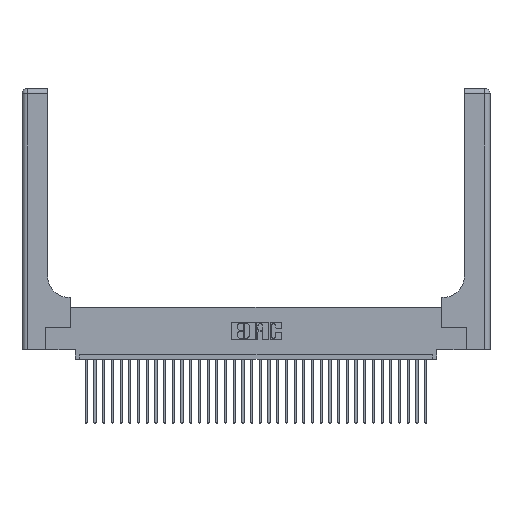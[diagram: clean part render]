
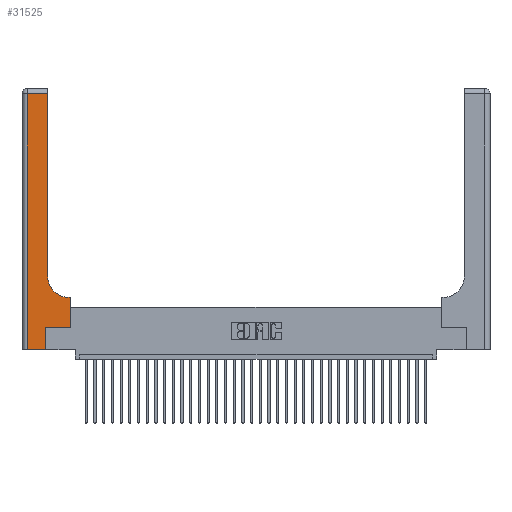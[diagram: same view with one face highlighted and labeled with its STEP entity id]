
A CAD part, top view. The second image highlights one B-rep face of the part: STEP entity #31525.
In plain terms, the highlighted planar face has unit normal (0, 0, 1).
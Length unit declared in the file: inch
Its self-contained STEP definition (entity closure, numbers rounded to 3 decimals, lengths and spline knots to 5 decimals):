
#967 = VERTEX_POINT ( 'NONE', #26612 ) ;
#1132 = CARTESIAN_POINT ( 'NONE',  ( 0.5585, 0.25, 0.37 ) ) ;
#2480 = CARTESIAN_POINT ( 'NONE',  ( 0.5585, 0.6, 0.37 ) ) ;
#2850 = VECTOR ( 'NONE', #35209, 39.37008 ) ;
#4292 = DIRECTION ( 'NONE',  ( 0., 1., 0. ) ) ;
#4746 = VECTOR ( 'NONE', #32845, 39.37008 ) ;
#4759 = LINE ( 'NONE', #34552, #13393 ) ;
#5278 = ORIENTED_EDGE ( 'NONE', *, *, #17037, .T. ) ;
#5613 = VERTEX_POINT ( 'NONE', #2480 ) ;
#5899 = FACE_OUTER_BOUND ( 'NONE', #27144, .T. ) ;
#6040 = CARTESIAN_POINT ( 'NONE',  ( 0., 0., 0.37 ) ) ;
#6087 = VECTOR ( 'NONE', #14375, 39.37008 ) ;
#6117 = LINE ( 'NONE', #1132, #8305 ) ;
#6123 = DIRECTION ( 'NONE',  ( 0., 1., 0. ) ) ;
#7131 = AXIS2_PLACEMENT_3D ( 'NONE', #24787, #22051, #13693 ) ;
#7222 = ORIENTED_EDGE ( 'NONE', *, *, #18491, .T. ) ;
#7608 = LINE ( 'NONE', #14574, #17040 ) ;
#7958 = VERTEX_POINT ( 'NONE', #11792 ) ;
#8068 = ORIENTED_EDGE ( 'NONE', *, *, #25955, .T. ) ;
#8305 = VECTOR ( 'NONE', #4292, 39.37008 ) ;
#8764 = DIRECTION ( 'NONE',  ( 0., 0., -1. ) ) ;
#9233 = VERTEX_POINT ( 'NONE', #13273 ) ;
#10059 = EDGE_CURVE ( 'NONE', #33108, #5613, #6117, .T. ) ;
#11298 = CARTESIAN_POINT ( 'NONE',  ( 0., 3., 0.37 ) ) ;
#11792 = CARTESIAN_POINT ( 'NONE',  ( 0.06, 0., 0.37 ) ) ;
#11962 = VERTEX_POINT ( 'NONE', #23004 ) ;
#12206 = CIRCLE ( 'NONE', #7131, 0.25 ) ;
#13101 = CARTESIAN_POINT ( 'NONE',  ( 0.06, 2.94, 0.37 ) ) ;
#13273 = CARTESIAN_POINT ( 'NONE',  ( 0.269, 0., 0.37 ) ) ;
#13393 = VECTOR ( 'NONE', #34175, 39.37008 ) ;
#13693 = DIRECTION ( 'NONE',  ( 1., 0., 0. ) ) ;
#13916 = VERTEX_POINT ( 'NONE', #13101 ) ;
#14329 = CARTESIAN_POINT ( 'NONE',  ( 0.06, 3., 0.37 ) ) ;
#14375 = DIRECTION ( 'NONE',  ( 1., 0., 0. ) ) ;
#14574 = CARTESIAN_POINT ( 'NONE',  ( 0.269, 0., 0.37 ) ) ;
#15966 = CARTESIAN_POINT ( 'NONE',  ( 0., 2.94, 0.37 ) ) ;
#16979 = EDGE_CURVE ( 'NONE', #967, #24755, #12206, .T. ) ;
#17037 = EDGE_CURVE ( 'NONE', #7958, #9233, #28888, .T. ) ;
#17040 = VECTOR ( 'NONE', #6123, 39.37008 ) ;
#17488 = LINE ( 'NONE', #15966, #2850 ) ;
#18491 = EDGE_CURVE ( 'NONE', #11962, #33108, #4759, .T. ) ;
#18566 = CARTESIAN_POINT ( 'NONE',  ( 0.2915, 0.6, 0.37 ) ) ;
#19665 = PLANE ( 'NONE',  #20530 ) ;
#20530 = AXIS2_PLACEMENT_3D ( 'NONE', #11298, #8764, #22427 ) ;
#20808 = VECTOR ( 'NONE', #20884, 39.37008 ) ;
#20884 = DIRECTION ( 'NONE',  ( 0., 1., 0. ) ) ;
#22051 = DIRECTION ( 'NONE',  ( 0., 0., -1. ) ) ;
#22326 = CARTESIAN_POINT ( 'NONE',  ( 0.2915, 0.85, 0.37 ) ) ;
#22427 = DIRECTION ( 'NONE',  ( -1., 0., 0. ) ) ;
#23004 = CARTESIAN_POINT ( 'NONE',  ( 0.269, 0.25, 0.37 ) ) ;
#23422 = CARTESIAN_POINT ( 'NONE',  ( 0.5585, 0.25, 0.37 ) ) ;
#24190 = VECTOR ( 'NONE', #31257, 39.37008 ) ;
#24728 = ORIENTED_EDGE ( 'NONE', *, *, #30499, .T. ) ;
#24755 = VERTEX_POINT ( 'NONE', #22326 ) ;
#24787 = CARTESIAN_POINT ( 'NONE',  ( 0.5415, 0.85, 0.37 ) ) ;
#25020 = LINE ( 'NONE', #14329, #24190 ) ;
#25955 = EDGE_CURVE ( 'NONE', #9233, #11962, #7608, .T. ) ;
#26000 = VERTEX_POINT ( 'NONE', #28213 ) ;
#26345 = ORIENTED_EDGE ( 'NONE', *, *, #34692, .T. ) ;
#26612 = CARTESIAN_POINT ( 'NONE',  ( 0.5415, 0.6, 0.37 ) ) ;
#27144 = EDGE_LOOP ( 'NONE', ( #26345, #35155, #33605, #5278, #8068, #7222, #33056, #24728, #28468 ) ) ;
#28213 = CARTESIAN_POINT ( 'NONE',  ( 0.2915, 2.94, 0.37 ) ) ;
#28468 = ORIENTED_EDGE ( 'NONE', *, *, #16979, .T. ) ;
#28888 = LINE ( 'NONE', #6040, #6087 ) ;
#28979 = EDGE_CURVE ( 'NONE', #13916, #7958, #25020, .T. ) ;
#30499 = EDGE_CURVE ( 'NONE', #5613, #967, #35322, .T. ) ;
#31080 = LINE ( 'NONE', #34236, #20808 ) ;
#31257 = DIRECTION ( 'NONE',  ( 0., -1., 0. ) ) ;
#31525 = ADVANCED_FACE ( 'NONE', ( #5899 ), #19665, .F. ) ;
#32757 = EDGE_CURVE ( 'NONE', #26000, #13916, #17488, .T. ) ;
#32845 = DIRECTION ( 'NONE',  ( -1., 0., 0. ) ) ;
#33056 = ORIENTED_EDGE ( 'NONE', *, *, #10059, .T. ) ;
#33108 = VERTEX_POINT ( 'NONE', #23422 ) ;
#33605 = ORIENTED_EDGE ( 'NONE', *, *, #28979, .T. ) ;
#34175 = DIRECTION ( 'NONE',  ( 1., 0., 0. ) ) ;
#34236 = CARTESIAN_POINT ( 'NONE',  ( 0.2915, 3., 0.37 ) ) ;
#34552 = CARTESIAN_POINT ( 'NONE',  ( 0.269, 0.25, 0.37 ) ) ;
#34692 = EDGE_CURVE ( 'NONE', #24755, #26000, #31080, .T. ) ;
#35155 = ORIENTED_EDGE ( 'NONE', *, *, #32757, .T. ) ;
#35209 = DIRECTION ( 'NONE',  ( -1., 0., 0. ) ) ;
#35322 = LINE ( 'NONE', #18566, #4746 ) ;
